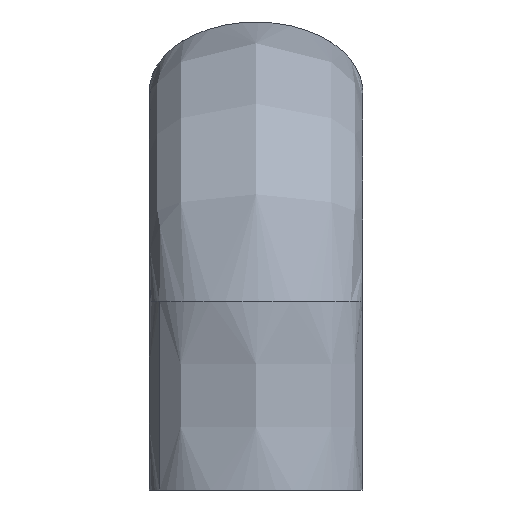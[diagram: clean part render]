
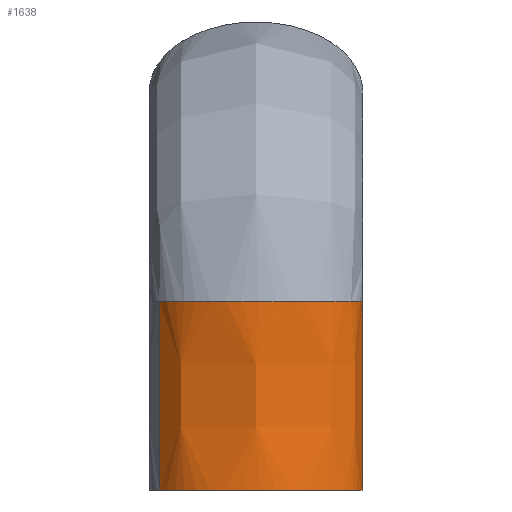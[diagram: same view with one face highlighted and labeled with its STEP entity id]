
A CAD part, left-side view. The second image highlights one B-rep face of the part: STEP entity #1638.
In plain terms, the highlighted free-form (B-spline) face has degree [3, 3] with [12, 4] control points.
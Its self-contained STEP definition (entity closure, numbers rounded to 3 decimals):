
#1419=CARTESIAN_POINT('',(-3.619,11.763,23.));
#1420=VERTEX_POINT('',#1419);
#1430=CARTESIAN_POINT('',(0.,-13.0,23.));
#1431=VERTEX_POINT('',#1430);
#1432=CARTESIAN_POINT('',(-3.619,11.763,23.));
#1433=CARTESIAN_POINT('',(-4.505,11.125,23.));
#1434=CARTESIAN_POINT('',(-5.318,10.251,23.));
#1435=CARTESIAN_POINT('',(-7.584,6.786,23.));
#1436=CARTESIAN_POINT('',(-8.5,3.403,23.));
#1437=CARTESIAN_POINT('',(-8.5,-3.403,23.));
#1438=CARTESIAN_POINT('',(-7.584,-6.786,23.));
#1439=CARTESIAN_POINT('',(-5.224,-10.396,23.));
#1440=CARTESIAN_POINT('',(-4.281,-11.359,23.));
#1441=CARTESIAN_POINT('',(-2.225,-12.662,23.));
#1442=CARTESIAN_POINT('',(-1.113,-13.0,23.));
#1443=CARTESIAN_POINT('',(0.,-13.0,23.));
#1444=B_SPLINE_CURVE_WITH_KNOTS('',3,(#1432,#1433,#1434,#1435,#1436,#1437,#1438,#1439,#1440,#1441,#1442,#1443),.UNSPECIFIED.,.F.,.U.,(4,2,2,2,2,4),(0.57,0.625,0.75,0.875,0.938,1.0),.UNSPECIFIED.);
#1445=EDGE_CURVE('',#1420,#1431,#1444,.T.);
#1550=CARTESIAN_POINT('',(-3.619,11.763,0.0));
#1551=CARTESIAN_POINT('',(-4.505,11.125,0.0));
#1552=CARTESIAN_POINT('',(-5.318,10.251,0.0));
#1553=CARTESIAN_POINT('',(-7.584,6.786,0.0));
#1554=CARTESIAN_POINT('',(-8.5,3.403,0.0));
#1555=CARTESIAN_POINT('',(-8.5,-3.403,0.0));
#1556=CARTESIAN_POINT('',(-7.584,-6.786,0.0));
#1557=CARTESIAN_POINT('',(-5.224,-10.396,0.0));
#1558=CARTESIAN_POINT('',(-4.281,-11.359,0.0));
#1559=CARTESIAN_POINT('',(-2.225,-12.662,0.0));
#1560=CARTESIAN_POINT('',(-1.113,-13.0,0.0));
#1561=CARTESIAN_POINT('',(0.,-13.0,0.0));
#1562=CARTESIAN_POINT('',(-3.619,11.763,7.667));
#1563=CARTESIAN_POINT('',(-4.505,11.125,7.667));
#1564=CARTESIAN_POINT('',(-5.318,10.251,7.667));
#1565=CARTESIAN_POINT('',(-7.584,6.786,7.667));
#1566=CARTESIAN_POINT('',(-8.5,3.403,7.667));
#1567=CARTESIAN_POINT('',(-8.5,-3.403,7.667));
#1568=CARTESIAN_POINT('',(-7.584,-6.786,7.667));
#1569=CARTESIAN_POINT('',(-5.224,-10.396,7.667));
#1570=CARTESIAN_POINT('',(-4.281,-11.359,7.667));
#1571=CARTESIAN_POINT('',(-2.225,-12.662,7.667));
#1572=CARTESIAN_POINT('',(-1.113,-13.0,7.667));
#1573=CARTESIAN_POINT('',(0.,-13.0,7.667));
#1574=CARTESIAN_POINT('',(-3.619,11.763,15.333));
#1575=CARTESIAN_POINT('',(-4.505,11.125,15.333));
#1576=CARTESIAN_POINT('',(-5.318,10.251,15.333));
#1577=CARTESIAN_POINT('',(-7.584,6.786,15.333));
#1578=CARTESIAN_POINT('',(-8.5,3.403,15.333));
#1579=CARTESIAN_POINT('',(-8.5,-3.403,15.333));
#1580=CARTESIAN_POINT('',(-7.584,-6.786,15.333));
#1581=CARTESIAN_POINT('',(-5.224,-10.396,15.333));
#1582=CARTESIAN_POINT('',(-4.281,-11.359,15.333));
#1583=CARTESIAN_POINT('',(-2.225,-12.662,15.333));
#1584=CARTESIAN_POINT('',(-1.113,-13.0,15.333));
#1585=CARTESIAN_POINT('',(0.,-13.0,15.333));
#1586=CARTESIAN_POINT('',(-3.619,11.763,23.));
#1587=CARTESIAN_POINT('',(-4.505,11.125,23.));
#1588=CARTESIAN_POINT('',(-5.318,10.251,23.));
#1589=CARTESIAN_POINT('',(-7.584,6.786,23.));
#1590=CARTESIAN_POINT('',(-8.5,3.403,23.));
#1591=CARTESIAN_POINT('',(-8.5,-3.403,23.));
#1592=CARTESIAN_POINT('',(-7.584,-6.786,23.));
#1593=CARTESIAN_POINT('',(-5.224,-10.396,23.));
#1594=CARTESIAN_POINT('',(-4.281,-11.359,23.));
#1595=CARTESIAN_POINT('',(-2.225,-12.662,23.));
#1596=CARTESIAN_POINT('',(-1.113,-13.0,23.));
#1597=CARTESIAN_POINT('',(0.,-13.0,23.));
#1598=B_SPLINE_SURFACE_WITH_KNOTS('',3,3,((#1550,#1562,#1574,#1586),(#1551,#1563,#1575,#1587),(#1552,#1564,#1576,#1588),(#1553,#1565,#1577,#1589),(#1554,#1566,#1578,#1590),(#1555,#1567,#1579,#1591),(#1556,#1568,#1580,#1592),(#1557,#1569,#1581,#1593),(#1558,#1570,#1582,#1594),(#1559,#1571,#1583,#1595),(#1560,#1572,#1584,#1596),(#1561,#1573,#1585,#1597)),.UNSPECIFIED.,.F.,.F.,.U.,(4,2,2,2,2,4),(4,4),(0.0,4.402,14.405,24.409,29.41,34.412),(0.0,23.),.UNSPECIFIED.);
#1599=ORIENTED_EDGE('',*,*,#1445,.F.);
#1600=CARTESIAN_POINT('',(-3.619,11.763,0.));
#1601=VERTEX_POINT('',#1600);
#1602=CARTESIAN_POINT('',(-3.619,11.763,0.));
#1603=CARTESIAN_POINT('',(-3.619,11.763,7.667));
#1604=CARTESIAN_POINT('',(-3.619,11.763,15.333));
#1605=CARTESIAN_POINT('',(-3.619,11.763,23.));
#1606=B_SPLINE_CURVE_WITH_KNOTS('',3,(#1602,#1603,#1604,#1605),.UNSPECIFIED.,.F.,.U.,(4,4),(0.0,0.048),.UNSPECIFIED.);
#1607=EDGE_CURVE('',#1601,#1420,#1606,.T.);
#1608=ORIENTED_EDGE('',*,*,#1607,.F.);
#1609=CARTESIAN_POINT('',(0.,-13.0,0.0));
#1610=VERTEX_POINT('',#1609);
#1611=CARTESIAN_POINT('',(-3.619,11.763,0.));
#1612=CARTESIAN_POINT('',(-4.957,10.803,0.));
#1613=CARTESIAN_POINT('',(-6.01,9.192,0.));
#1614=CARTESIAN_POINT('',(-7.206,7.363,0.));
#1615=CARTESIAN_POINT('',(-7.853,4.975,0.));
#1616=CARTESIAN_POINT('',(-8.5,2.585,0.));
#1617=CARTESIAN_POINT('',(-8.5,0.,0.));
#1618=CARTESIAN_POINT('',(-8.5,-2.587,0.));
#1619=CARTESIAN_POINT('',(-7.853,-4.975,0.));
#1620=CARTESIAN_POINT('',(-7.206,-7.365,0.));
#1621=CARTESIAN_POINT('',(-6.01,-9.192,0.));
#1622=CARTESIAN_POINT('',(-4.814,-11.021,0.));
#1623=CARTESIAN_POINT('',(-3.253,-12.01,0.));
#1624=CARTESIAN_POINT('',(-1.691,-13.,0.));
#1625=CARTESIAN_POINT('',(0.,-13.0,0.0));
#1626=B_SPLINE_CURVE_WITH_KNOTS('',2,(#1611,#1612,#1613,#1614,#1615,#1616,#1617,#1618,#1619,#1620,#1621,#1622,#1623,#1624,#1625),.UNSPECIFIED.,.F.,.U.,(3,2,2,2,2,2,2,3),(0.14,0.25,0.375,0.5,0.625,0.75,0.875,1.0),.UNSPECIFIED.);
#1627=EDGE_CURVE('',#1601,#1610,#1626,.T.);
#1628=ORIENTED_EDGE('',*,*,#1627,.T.);
#1629=CARTESIAN_POINT('',(0.,-13.0,0.0));
#1630=CARTESIAN_POINT('',(0.,-13.0,7.667));
#1631=CARTESIAN_POINT('',(0.,-13.0,15.333));
#1632=CARTESIAN_POINT('',(0.,-13.0,23.));
#1633=B_SPLINE_CURVE_WITH_KNOTS('',3,(#1629,#1630,#1631,#1632),.UNSPECIFIED.,.F.,.U.,(4,4),(0.0,0.048),.UNSPECIFIED.);
#1634=EDGE_CURVE('',#1610,#1431,#1633,.T.);
#1635=ORIENTED_EDGE('',*,*,#1634,.T.);
#1636=EDGE_LOOP('',(#1599,#1608,#1628,#1635));
#1637=FACE_OUTER_BOUND('',#1636,.T.);
#1638=ADVANCED_FACE('',(#1637),#1598,.T.);
